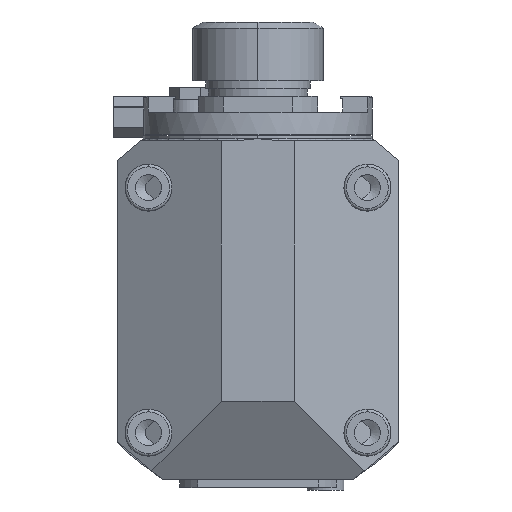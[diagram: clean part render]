
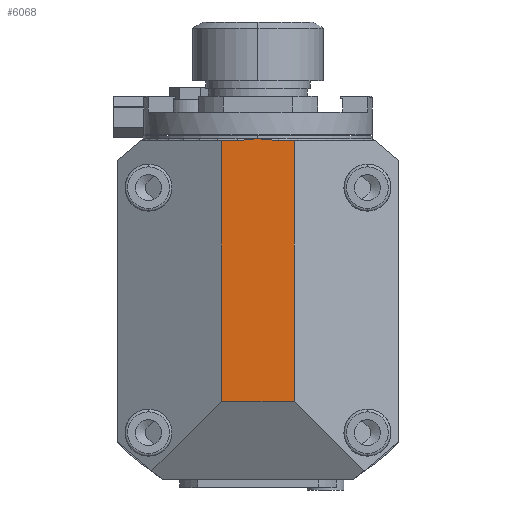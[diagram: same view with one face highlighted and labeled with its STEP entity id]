
A CAD part, left-side view. The second image highlights one B-rep face of the part: STEP entity #6068.
In plain terms, the highlighted planar face has unit normal (-1, 0, 0).
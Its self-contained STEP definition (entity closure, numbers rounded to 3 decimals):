
#821=DIRECTION('',(0.,1.,0.));
#822=VECTOR('',#821,28.);
#823=CARTESIAN_POINT('',(-134.,-14.,-35.));
#824=LINE('',#823,#822);
#825=DIRECTION('',(0.,0.,1.));
#826=VECTOR('',#825,100.);
#827=CARTESIAN_POINT('',(-134.,14.,-35.));
#828=LINE('',#827,#826);
#829=DIRECTION('',(0.,1.,0.));
#830=VECTOR('',#829,5.571);
#831=CARTESIAN_POINT('',(-134.,8.429,65.));
#832=LINE('',#831,#830);
#833=CARTESIAN_POINT('',(-134.,0.,65.8));
#834=CARTESIAN_POINT('',(-134.,0.612,65.718));
#835=CARTESIAN_POINT('',(-134.,1.786,65.559));
#836=CARTESIAN_POINT('',(-134.,3.409,65.356));
#837=CARTESIAN_POINT('',(-134.,4.88,65.196));
#838=CARTESIAN_POINT('',(-134.,6.207,65.082));
#839=CARTESIAN_POINT('',(-134.,7.393,65.015));
#840=CARTESIAN_POINT('',(-134.,8.098,65.));
#841=CARTESIAN_POINT('',(-134.,8.429,65.));
#843=CARTESIAN_POINT('',(-134.,-8.429,65.));
#844=CARTESIAN_POINT('',(-134.,-8.098,65.));
#845=CARTESIAN_POINT('',(-134.,-7.393,65.015));
#846=CARTESIAN_POINT('',(-134.,-6.207,65.082));
#847=CARTESIAN_POINT('',(-134.,-4.88,65.196));
#848=CARTESIAN_POINT('',(-134.,-3.409,65.356));
#849=CARTESIAN_POINT('',(-134.,-1.787,65.559));
#850=CARTESIAN_POINT('',(-134.,-0.612,65.718));
#851=CARTESIAN_POINT('',(-134.,0.,65.8));
#853=DIRECTION('',(0.,1.,0.));
#854=VECTOR('',#853,5.571);
#855=CARTESIAN_POINT('',(-134.,-14.,65.));
#856=LINE('',#855,#854);
#857=DIRECTION('',(0.,0.,1.));
#858=VECTOR('',#857,100.);
#859=CARTESIAN_POINT('',(-134.,-14.,-35.));
#860=LINE('',#859,#858);
#4590=CARTESIAN_POINT('',(-134.,0.,65.8));
#4591=VERTEX_POINT('',#4590);
#4592=CARTESIAN_POINT('',(-134.,-14.,65.));
#4593=CARTESIAN_POINT('',(-134.,-8.429,65.));
#4594=VERTEX_POINT('',#4592);
#4595=VERTEX_POINT('',#4593);
#4598=VERTEX_POINT('',#841);
#4599=CARTESIAN_POINT('',(-134.,-14.,-35.));
#4600=CARTESIAN_POINT('',(-134.,14.,-35.));
#4601=VERTEX_POINT('',#4599);
#4602=VERTEX_POINT('',#4600);
#4603=CARTESIAN_POINT('',(-134.,14.,65.));
#4604=VERTEX_POINT('',#4603);
#6050=CARTESIAN_POINT('',(-134.,0.,0.));
#6051=DIRECTION('',(1.,0.,0.));
#6052=DIRECTION('',(0.,1.,0.));
#6053=AXIS2_PLACEMENT_3D('',#6050,#6051,#6052);
#6054=PLANE('',#6053);
#6056=ORIENTED_EDGE('',*,*,#6055,.T.);
#6057=ORIENTED_EDGE('',*,*,#6028,.T.);
#6058=ORIENTED_EDGE('',*,*,#5442,.F.);
#6060=ORIENTED_EDGE('',*,*,#6059,.F.);
#6062=ORIENTED_EDGE('',*,*,#6061,.F.);
#6063=ORIENTED_EDGE('',*,*,#5436,.F.);
#6065=ORIENTED_EDGE('',*,*,#6064,.F.);
#6066=EDGE_LOOP('',(#6056,#6057,#6058,#6060,#6062,#6063,#6065));
#6067=FACE_OUTER_BOUND('',#6066,.F.);
#6068=ADVANCED_FACE('',(#6067),#6054,.F.);
#842=B_SPLINE_CURVE_WITH_KNOTS('',3,(#833,#834,#835,#836,#837,#838,#839,#840,
#841),.UNSPECIFIED.,.F.,.F.,(4,1,1,1,1,1,4),(0.,0.167,
0.333,0.5,0.667,0.833,1.),
.UNSPECIFIED.);
#852=B_SPLINE_CURVE_WITH_KNOTS('',3,(#843,#844,#845,#846,#847,#848,#849,#850,
#851),.UNSPECIFIED.,.F.,.F.,(4,1,1,1,1,1,4),(0.,0.167,
0.333,0.5,0.667,0.833,1.),
.UNSPECIFIED.);
#5436=EDGE_CURVE('',#4594,#4595,#856,.T.);
#5442=EDGE_CURVE('',#4598,#4604,#832,.T.);
#6028=EDGE_CURVE('',#4602,#4604,#828,.T.);
#6055=EDGE_CURVE('',#4601,#4602,#824,.T.);
#6059=EDGE_CURVE('',#4591,#4598,#842,.T.);
#6061=EDGE_CURVE('',#4595,#4591,#852,.T.);
#6064=EDGE_CURVE('',#4601,#4594,#860,.T.);
